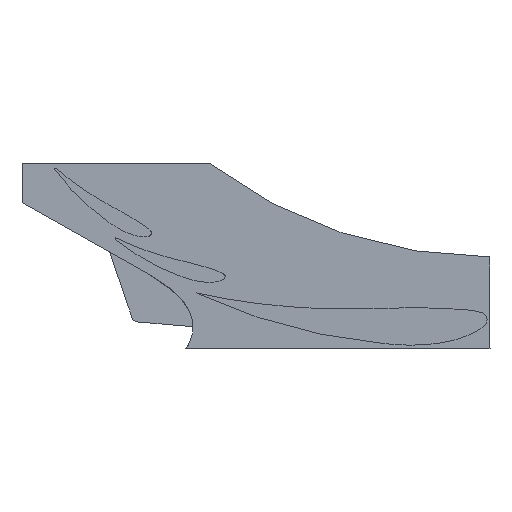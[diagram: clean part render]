
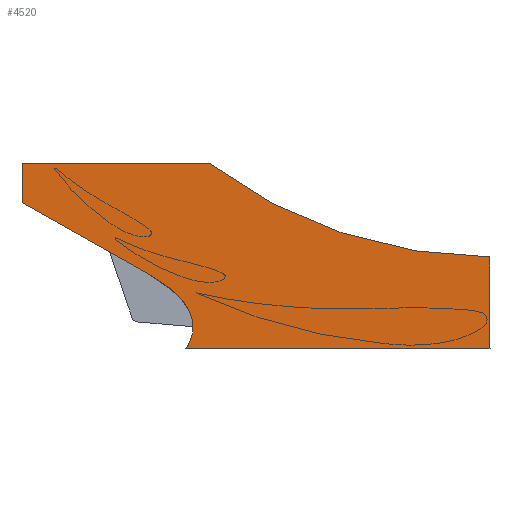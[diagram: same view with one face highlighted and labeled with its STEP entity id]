
A CAD part, front view. The second image highlights one B-rep face of the part: STEP entity #4520.
In plain terms, the highlighted planar face has unit normal (0, -1, 0).
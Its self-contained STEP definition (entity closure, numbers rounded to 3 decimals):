
#245=B_SPLINE_CURVE_WITH_KNOTS('',3,(#7305,#7306,#7307,#7308,#7309,#7310,
#7311,#7312,#7313,#7314,#7315,#7316,#7317,#7318,#7319,#7320,#7321,#7322,
#7323,#7324,#7325,#7326,#7327,#7328,#7329,#7330,#7331,#7332,#7333,#7334,
#7335),.UNSPECIFIED.,.F.,.F.,(4,3,3,3,3,3,3,3,3,3,4),(1.57,
2.139,3.334,4.022,4.836,5.525,
6.586,7.659,8.924,10.411,11.898),
 .UNSPECIFIED.);
#257=FACE_OUTER_BOUND('',#517,.T.);
#517=EDGE_LOOP('',(#3103,#3104,#3105,#3106,#3107,#3108,#3109));
#790=LINE('',#7249,#1103);
#793=LINE('',#7254,#1106);
#795=LINE('',#7258,#1108);
#798=LINE('',#7339,#1111);
#800=LINE('',#7343,#1113);
#1103=VECTOR('',#5569,10.);
#1106=VECTOR('',#5574,10.);
#1108=VECTOR('',#5578,10.);
#1111=VECTOR('',#5583,10.);
#1113=VECTOR('',#5587,10.);
#1456=CIRCLE('',#4846,500.);
#1874=VERTEX_POINT('',#7246);
#1875=VERTEX_POINT('',#7248);
#1876=VERTEX_POINT('',#7252);
#1877=VERTEX_POINT('',#7256);
#1878=VERTEX_POINT('',#7303);
#1879=VERTEX_POINT('',#7337);
#1880=VERTEX_POINT('',#7341);
#2351=EDGE_CURVE('',#1874,#1875,#790,.T.);
#2354=EDGE_CURVE('',#1876,#1874,#793,.T.);
#2356=EDGE_CURVE('',#1877,#1876,#795,.T.);
#2358=EDGE_CURVE('',#1878,#1877,#245,.T.);
#2360=EDGE_CURVE('',#1879,#1878,#798,.T.);
#2362=EDGE_CURVE('',#1880,#1879,#800,.T.);
#2363=EDGE_CURVE('',#1875,#1880,#1456,.T.);
#3103=ORIENTED_EDGE('',*,*,#2363,.F.);
#3104=ORIENTED_EDGE('',*,*,#2351,.F.);
#3105=ORIENTED_EDGE('',*,*,#2354,.F.);
#3106=ORIENTED_EDGE('',*,*,#2356,.F.);
#3107=ORIENTED_EDGE('',*,*,#2358,.F.);
#3108=ORIENTED_EDGE('',*,*,#2360,.F.);
#3109=ORIENTED_EDGE('',*,*,#2362,.F.);
#4472=PLANE('',#4847);
#4520=ADVANCED_FACE('',(#257),#4472,.F.);
#4846=AXIS2_PLACEMENT_3D('',#7345,#5590,#5591);
#4847=AXIS2_PLACEMENT_3D('',#7346,#5592,#5593);
#5569=DIRECTION('',(1.,0.,0.));
#5574=DIRECTION('',(0.,0.,1.));
#5578=DIRECTION('',(-0.871,0.,0.491));
#5583=DIRECTION('',(-1.,0.,0.));
#5587=DIRECTION('',(0.,0.,-1.));
#5590=DIRECTION('center_axis',(0.,-1.,0.));
#5591=DIRECTION('ref_axis',(0.,0.,
-1.));
#5592=DIRECTION('center_axis',(0.,1.,0.));
#5593=DIRECTION('ref_axis',(0.,0.,1.));
#7246=CARTESIAN_POINT('',(-489.188,-659.,166.787));
#7248=CARTESIAN_POINT('',(-289.188,-659.,166.787));
#7249=CARTESIAN_POINT('',(-289.188,-659.,166.787));
#7252=CARTESIAN_POINT('',(-489.188,-659.,124.673));
#7254=CARTESIAN_POINT('',(-489.188,-659.,166.787));
#7256=CARTESIAN_POINT('',(-355.242,-659.,49.204));
#7258=CARTESIAN_POINT('',(-489.188,-659.,124.673));
#7303=CARTESIAN_POINT('',(-314.035,-659.,-31.213));
#7305=CARTESIAN_POINT('Ctrl Pts',(-314.035,-659.,-31.213));
#7306=CARTESIAN_POINT('Ctrl Pts',(-312.99,-659.,-29.629));
#7307=CARTESIAN_POINT('Ctrl Pts',(-312.023,-659.,-27.993));
#7308=CARTESIAN_POINT('Ctrl Pts',(-311.153,-659.,-26.307));
#7309=CARTESIAN_POINT('Ctrl Pts',(-309.327,-659.,-22.766));
#7310=CARTESIAN_POINT('Ctrl Pts',(-307.935,-659.,-18.991));
#7311=CARTESIAN_POINT('Ctrl Pts',(-307.175,-659.,-15.081));
#7312=CARTESIAN_POINT('Ctrl Pts',(-306.738,-659.,-12.83));
#7313=CARTESIAN_POINT('Ctrl Pts',(-306.511,-659.,-10.538));
#7314=CARTESIAN_POINT('Ctrl Pts',(-306.509,-659.,-8.246));
#7315=CARTESIAN_POINT('Ctrl Pts',(-306.506,-659.,-5.531));
#7316=CARTESIAN_POINT('Ctrl Pts',(-306.82,-659.,-2.817));
#7317=CARTESIAN_POINT('Ctrl Pts',(-307.423,-659.,-0.168));
#7318=CARTESIAN_POINT('Ctrl Pts',(-307.933,-659.,2.07));
#7319=CARTESIAN_POINT('Ctrl Pts',(-308.646,-659.,4.262));
#7320=CARTESIAN_POINT('Ctrl Pts',(-309.526,-659.,6.382));
#7321=CARTESIAN_POINT('Ctrl Pts',(-310.88,-659.,9.648));
#7322=CARTESIAN_POINT('Ctrl Pts',(-312.624,-659.,12.745));
#7323=CARTESIAN_POINT('Ctrl Pts',(-314.622,-659.,15.661));
#7324=CARTESIAN_POINT('Ctrl Pts',(-316.644,-659.,18.612));
#7325=CARTESIAN_POINT('Ctrl Pts',(-318.925,-659.,21.381));
#7326=CARTESIAN_POINT('Ctrl Pts',(-321.37,-659.,23.993));
#7327=CARTESIAN_POINT('Ctrl Pts',(-324.251,-659.,27.071));
#7328=CARTESIAN_POINT('Ctrl Pts',(-327.362,-659.,29.933));
#7329=CARTESIAN_POINT('Ctrl Pts',(-330.611,-659.,32.623));
#7330=CARTESIAN_POINT('Ctrl Pts',(-334.431,-659.,35.786));
#7331=CARTESIAN_POINT('Ctrl Pts',(-338.442,-659.,38.712));
#7332=CARTESIAN_POINT('Ctrl Pts',(-342.564,-659.,41.458));
#7333=CARTESIAN_POINT('Ctrl Pts',(-346.687,-659.,44.204));
#7334=CARTESIAN_POINT('Ctrl Pts',(-350.922,-659.,46.771));
#7335=CARTESIAN_POINT('Ctrl Pts',(-355.242,-659.,49.204));
#7337=CARTESIAN_POINT('',(10.812,-659.,-31.213));
#7339=CARTESIAN_POINT('',(-314.035,-659.,-31.213));
#7341=CARTESIAN_POINT('',(10.812,-659.,66.787));
#7343=CARTESIAN_POINT('',(10.812,-659.,-31.213));
#7345=CARTESIAN_POINT('Origin',(10.812,-659.,566.787));
#7346=CARTESIAN_POINT('Origin',(-238.564,-659.,61.362));
